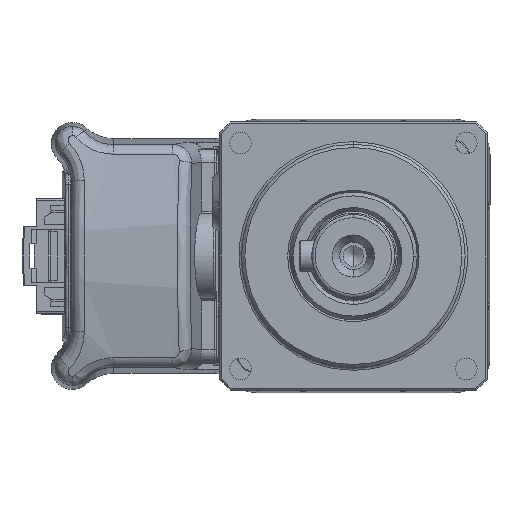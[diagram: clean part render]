
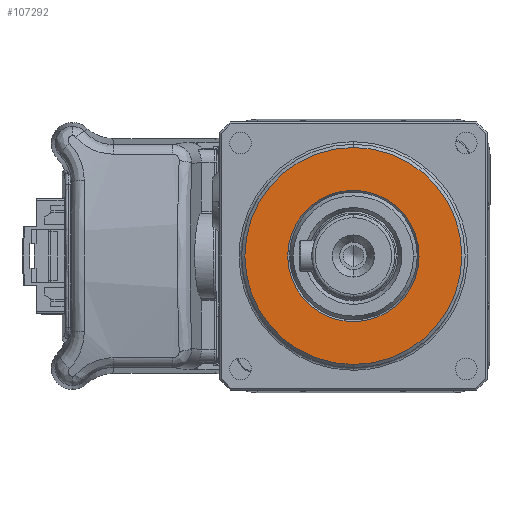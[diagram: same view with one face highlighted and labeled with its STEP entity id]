
A CAD part, left-side view. The second image highlights one B-rep face of the part: STEP entity #107292.
In plain terms, the highlighted face is planar.
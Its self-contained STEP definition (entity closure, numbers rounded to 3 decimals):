
#5673 = CIRCLE ( 'NONE', #66299, 17. ) ;
#7215 = CARTESIAN_POINT ( 'NONE',  ( 0., 0., 32. ) ) ;
#8136 = DIRECTION ( 'NONE',  ( 0., 0., 1. ) ) ;
#17889 = DIRECTION ( 'NONE',  ( 1., 0., 0. ) ) ;
#20075 = AXIS2_PLACEMENT_3D ( 'NONE', #108388, #44761, #119078 ) ;
#20900 = CARTESIAN_POINT ( 'NONE',  ( 0., 0., 32. ) ) ;
#24370 = VERTEX_POINT ( 'NONE', #40509 ) ;
#28318 = DIRECTION ( 'NONE',  ( 0., 0., -1. ) ) ;
#29224 = EDGE_CURVE ( 'NONE', #95993, #58660, #63139, .T. ) ;
#31610 = DIRECTION ( 'NONE',  ( -1., 0., 0. ) ) ;
#32703 = CARTESIAN_POINT ( 'NONE',  ( 10.289, 0., 32. ) ) ;
#33977 = CIRCLE ( 'NONE', #122009, 10.289 ) ;
#40509 = CARTESIAN_POINT ( 'NONE',  ( -10.289, 0., 32. ) ) ;
#42796 = ORIENTED_EDGE ( 'NONE', *, *, #29224, .F. ) ;
#44761 = DIRECTION ( 'NONE',  ( 0., 0., -1. ) ) ;
#48307 = ORIENTED_EDGE ( 'NONE', *, *, #79611, .F. ) ;
#58660 = VERTEX_POINT ( 'NONE', #113572 ) ;
#62681 = VERTEX_POINT ( 'NONE', #32703 ) ;
#63139 = CIRCLE ( 'NONE', #20075, 17. ) ;
#66299 = AXIS2_PLACEMENT_3D ( 'NONE', #20900, #95204, #31610 ) ;
#71751 = CARTESIAN_POINT ( 'NONE',  ( 0., 0., 32. ) ) ;
#73002 = AXIS2_PLACEMENT_3D ( 'NONE', #7215, #81510, #17889 ) ;
#76692 = FACE_BOUND ( 'NONE', #116106, .T. ) ;
#79611 = EDGE_CURVE ( 'NONE', #58660, #95993, #5673, .T. ) ;
#80028 = FACE_OUTER_BOUND ( 'NONE', #124825, .T. ) ;
#81510 = DIRECTION ( 'NONE',  ( 0., 0., 1. ) ) ;
#82433 = DIRECTION ( 'NONE',  ( 1., 0., 0. ) ) ;
#87864 = EDGE_CURVE ( 'NONE', #24370, #62681, #137296, .T. ) ;
#89606 = EDGE_CURVE ( 'NONE', #62681, #24370, #33977, .T. ) ;
#91926 = CARTESIAN_POINT ( 'NONE',  ( 0., 0., 32. ) ) ;
#95204 = DIRECTION ( 'NONE',  ( 0., 0., -1. ) ) ;
#95993 = VERTEX_POINT ( 'NONE', #128013 ) ;
#98355 = ORIENTED_EDGE ( 'NONE', *, *, #89606, .F. ) ;
#102578 = DIRECTION ( 'NONE',  ( -1., 0., 0. ) ) ;
#107292 = ADVANCED_FACE ( 'NONE', ( #76692, #80028 ), #134174, .F. ) ;
#108388 = CARTESIAN_POINT ( 'NONE',  ( 0., 0., 32. ) ) ;
#113572 = CARTESIAN_POINT ( 'NONE',  ( 17., 0., 32. ) ) ;
#116106 = EDGE_LOOP ( 'NONE', ( #98355, #116806 ) ) ;
#116806 = ORIENTED_EDGE ( 'NONE', *, *, #87864, .F. ) ;
#119078 = DIRECTION ( 'NONE',  ( -1., 0., 0. ) ) ;
#121223 = AXIS2_PLACEMENT_3D ( 'NONE', #91926, #28318, #102578 ) ;
#122009 = AXIS2_PLACEMENT_3D ( 'NONE', #71751, #8136, #82433 ) ;
#124825 = EDGE_LOOP ( 'NONE', ( #42796, #48307 ) ) ;
#128013 = CARTESIAN_POINT ( 'NONE',  ( -17., 0., 32. ) ) ;
#134174 = PLANE ( 'NONE',  #121223 ) ;
#137296 = CIRCLE ( 'NONE', #73002, 10.289 ) ;
